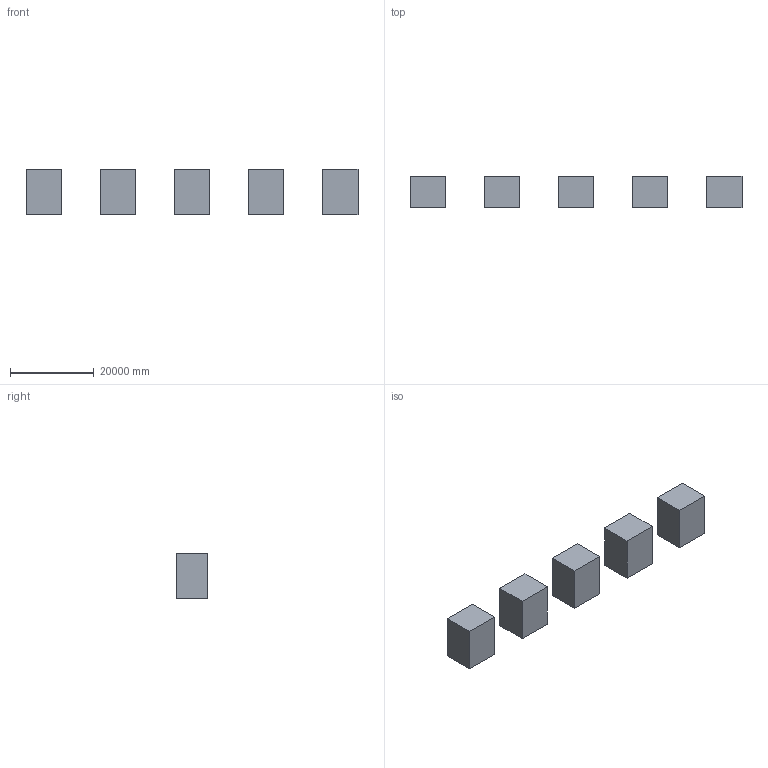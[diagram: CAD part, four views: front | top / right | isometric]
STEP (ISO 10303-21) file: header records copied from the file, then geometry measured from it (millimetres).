
FILE_DESCRIPTION(/* description */ (''),/* implementation_level */ '2;1');
FILE_NAME(/* name */ '9.0 Cubes',/* time_stamp */ '2018-03-08T13:08:12+02:00',/* author */ (''),/* organization */ (''),/* preprocessor_version */ 'ST-DEVELOPER v16.5',/* originating_system */ '',/* authorisation */ '');
FILE_SCHEMA (('CONFIG_CONTROL_DESIGN'));
Length unit declared in the file: millimetre
Products named in the file (1): Cube Test
Bounding box: 79049 x 7540 x 10878 mm (x, y, z)
Volume: 3474782383800 mm3; surface area: 2380758340 mm2
Topology: 5 solids, 5 shells, 30 faces, 60 edges, 40 vertices
Faces by surface type: plane 30
Entity records: 752 total; most frequent: CARTESIAN_POINT 192, ORIENTED_EDGE 120, EDGE_CURVE 60, B_SPLINE_CURVE_WITH_KNOTS 60, VERTEX_POINT 40, DIRECTION 34, AXIS2_PLACEMENT_3D 32, ADVANCED_FACE 30
